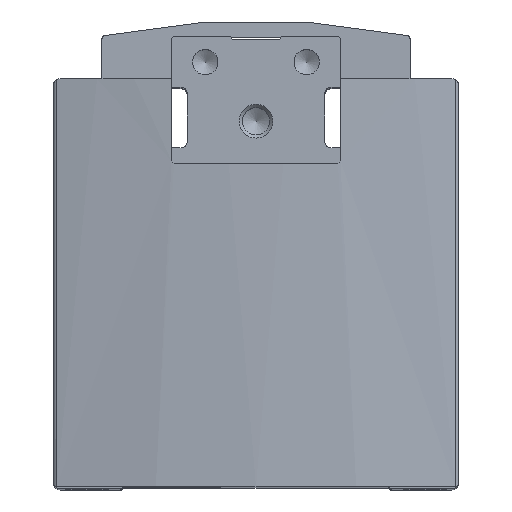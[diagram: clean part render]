
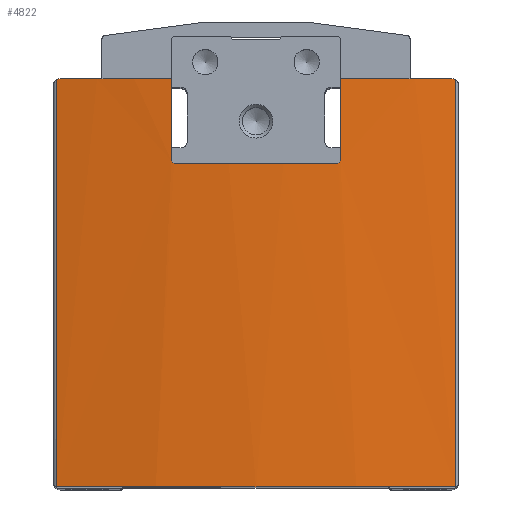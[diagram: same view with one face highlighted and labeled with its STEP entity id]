
A CAD part, top view. The second image highlights one B-rep face of the part: STEP entity #4822.
In plain terms, the highlighted cylindrical face has radius 120 mm (diameter 240 mm), a partial arc.
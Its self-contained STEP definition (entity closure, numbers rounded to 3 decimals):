
#132=ELLIPSE('',#5127,169.706,120.);
#133=ELLIPSE('',#5129,169.706,120.);
#185=LINE('',#6995,#435);
#186=LINE('',#7004,#436);
#187=LINE('',#7012,#437);
#188=LINE('',#7015,#438);
#435=VECTOR('',#5687,1000.);
#436=VECTOR('',#5690,1000.);
#437=VECTOR('',#5697,1000.);
#438=VECTOR('',#5700,1000.);
#751=B_SPLINE_CURVE_WITH_KNOTS('',3,(#6781,#6782,#6783,#6784),
 .UNSPECIFIED.,.F.,.F.,(4,4),(0.,0.),
 .UNSPECIFIED.);
#765=B_SPLINE_CURVE_WITH_KNOTS('',3,(#6997,#6998,#6999,#7000),
 .UNSPECIFIED.,.F.,.F.,(4,4),(0.,0.),
 .UNSPECIFIED.);
#887=ORIENTED_EDGE('',*,*,#1857,.F.);
#888=ORIENTED_EDGE('',*,*,#1858,.F.);
#889=ORIENTED_EDGE('',*,*,#1859,.T.);
#890=ORIENTED_EDGE('',*,*,#1860,.F.);
#891=ORIENTED_EDGE('',*,*,#1861,.F.);
#892=ORIENTED_EDGE('',*,*,#1862,.F.);
#893=ORIENTED_EDGE('',*,*,#1863,.F.);
#894=ORIENTED_EDGE('',*,*,#1864,.F.);
#895=ORIENTED_EDGE('',*,*,#1865,.F.);
#896=ORIENTED_EDGE('',*,*,#1866,.F.);
#897=ORIENTED_EDGE('',*,*,#1782,.T.);
#898=ORIENTED_EDGE('',*,*,#1867,.T.);
#1782=EDGE_CURVE('',#2270,#2271,#751,.T.);
#1857=EDGE_CURVE('',#2337,#2338,#2664,.T.);
#1858=EDGE_CURVE('',#2339,#2337,#185,.T.);
#1859=EDGE_CURVE('',#2339,#2340,#765,.T.);
#1860=EDGE_CURVE('',#2341,#2340,#2665,.T.);
#1861=EDGE_CURVE('',#2342,#2341,#186,.F.);
#1862=EDGE_CURVE('',#2343,#2342,#132,.T.);
#1863=EDGE_CURVE('',#2344,#2343,#2666,.T.);
#1864=EDGE_CURVE('',#2345,#2344,#133,.T.);
#1865=EDGE_CURVE('',#2346,#2345,#187,.T.);
#1866=EDGE_CURVE('',#2270,#2346,#2667,.T.);
#1867=EDGE_CURVE('',#2271,#2338,#188,.T.);
#2270=VERTEX_POINT('',#6774);
#2271=VERTEX_POINT('',#6780);
#2337=VERTEX_POINT('',#6993);
#2338=VERTEX_POINT('',#6994);
#2339=VERTEX_POINT('',#6996);
#2340=VERTEX_POINT('',#7001);
#2341=VERTEX_POINT('',#7003);
#2342=VERTEX_POINT('',#7005);
#2343=VERTEX_POINT('',#7007);
#2344=VERTEX_POINT('',#7009);
#2345=VERTEX_POINT('',#7011);
#2346=VERTEX_POINT('',#7013);
#2664=CIRCLE('',#5125,120.);
#2665=CIRCLE('',#5126,120.);
#2666=CIRCLE('',#5128,120.);
#2667=CIRCLE('',#5130,120.);
#2858=EDGE_LOOP('',(#887,#888,#889,#890,#891,#892,#893,#894,#895,#896,#897,
#898));
#3235=FACE_BOUND('',#2858,.T.);
#3618=CYLINDRICAL_SURFACE('',#5124,120.);
#4822=ADVANCED_FACE('',(#3235),#3618,.T.);
#5124=AXIS2_PLACEMENT_3D('',#6991,#5683,#5684);
#5125=AXIS2_PLACEMENT_3D('',#6992,#5685,#5686);
#5126=AXIS2_PLACEMENT_3D('',#7002,#5688,#5689);
#5127=AXIS2_PLACEMENT_3D('',#7006,#5691,#5692);
#5128=AXIS2_PLACEMENT_3D('',#7008,#5693,#5694);
#5129=AXIS2_PLACEMENT_3D('',#7010,#5695,#5696);
#5130=AXIS2_PLACEMENT_3D('',#7014,#5698,#5699);
#5683=DIRECTION('',(0.,-1.,0.));
#5684=DIRECTION('',(0.,0.,-1.));
#5685=DIRECTION('',(0.,-1.,0.));
#5686=DIRECTION('',(0.,0.,-1.));
#5687=DIRECTION('',(0.,-1.,0.));
#5688=DIRECTION('',(0.,1.,0.));
#5689=DIRECTION('',(1.,0.,0.));
#5690=DIRECTION('',(0.,-1.,0.));
#5691=DIRECTION('',(-0.707,0.707,0.));
#5692=DIRECTION('',(-0.707,-0.707,0.));
#5693=DIRECTION('',(0.,1.,0.));
#5694=DIRECTION('',(0.,0.,1.));
#5695=DIRECTION('',(0.707,0.707,0.));
#5696=DIRECTION('',(0.707,-0.707,0.));
#5697=DIRECTION('',(0.,-1.,0.));
#5698=DIRECTION('',(0.,1.,0.));
#5699=DIRECTION('',(1.,0.,0.));
#5700=DIRECTION('',(0.,-1.,0.));
#6774=CARTESIAN_POINT('',(-23.2,48.5,49.236));
#6780=CARTESIAN_POINT('',(-23.598,48.394,49.157));
#6781=CARTESIAN_POINT('',(-23.2,48.5,49.236));
#6782=CARTESIAN_POINT('',(-23.34,48.5,49.208));
#6783=CARTESIAN_POINT('',(-23.477,48.464,49.181));
#6784=CARTESIAN_POINT('',(-23.598,48.394,49.157));
#6991=CARTESIAN_POINT('',(0.,48.5,-68.5));
#6992=CARTESIAN_POINT('',(0.,0.2,-68.5));
#6993=CARTESIAN_POINT('',(23.598,0.2,49.157));
#6994=CARTESIAN_POINT('',(-23.598,0.2,49.157));
#6995=CARTESIAN_POINT('',(23.598,48.5,49.157));
#6996=CARTESIAN_POINT('',(23.598,48.394,49.157));
#6997=CARTESIAN_POINT('',(23.598,48.394,49.157));
#6998=CARTESIAN_POINT('',(23.477,48.464,49.181));
#6999=CARTESIAN_POINT('',(23.34,48.5,49.208));
#7000=CARTESIAN_POINT('',(23.2,48.5,49.236));
#7001=CARTESIAN_POINT('',(23.2,48.5,49.236));
#7002=CARTESIAN_POINT('',(0.,48.5,-68.5));
#7003=CARTESIAN_POINT('',(10.,48.5,51.083));
#7004=CARTESIAN_POINT('',(10.,48.5,51.083));
#7005=CARTESIAN_POINT('',(10.,38.78,51.083));
#7006=CARTESIAN_POINT('',(0.,28.78,-68.5));
#7007=CARTESIAN_POINT('',(9.7,38.48,51.107));
#7008=CARTESIAN_POINT('',(0.,38.48,-68.5));
#7009=CARTESIAN_POINT('',(-9.7,38.48,51.107));
#7010=CARTESIAN_POINT('',(0.,28.78,-68.5));
#7011=CARTESIAN_POINT('',(-10.,38.78,51.083));
#7012=CARTESIAN_POINT('',(-10.,48.5,51.083));
#7013=CARTESIAN_POINT('',(-10.,48.5,51.083));
#7014=CARTESIAN_POINT('',(0.,48.5,-68.5));
#7015=CARTESIAN_POINT('',(-23.598,48.5,49.157));
